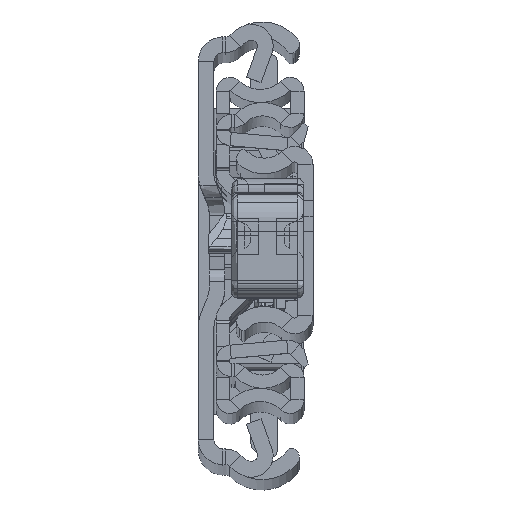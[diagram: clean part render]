
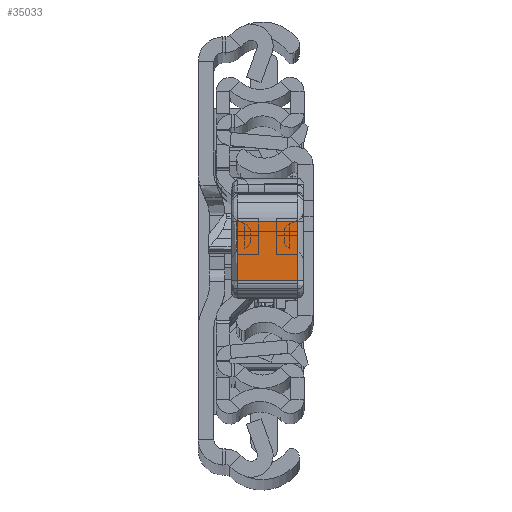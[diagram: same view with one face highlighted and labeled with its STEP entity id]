
A CAD part, top view. The second image highlights one B-rep face of the part: STEP entity #35033.
In plain terms, the highlighted face is planar.
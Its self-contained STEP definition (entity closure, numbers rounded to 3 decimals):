
#558 = CARTESIAN_POINT ( 'NONE',  ( 39.818, -2.465, 11. ) ) ;
#2955 = CARTESIAN_POINT ( 'NONE',  ( 39.55, -12.274, 0. ) ) ;
#3698 = ORIENTED_EDGE ( 'NONE', *, *, #14457, .T. ) ;
#3901 = DIRECTION ( 'NONE',  ( 0.027, 1., 0. ) ) ;
#6322 = AXIS2_PLACEMENT_3D ( 'NONE', #12345, #23267, #21097 ) ;
#6825 = VERTEX_POINT ( 'NONE', #15589 ) ;
#6968 = CARTESIAN_POINT ( 'NONE',  ( 39.818, -2.465, 0. ) ) ;
#11141 = EDGE_CURVE ( 'NONE', #35029, #20118, #30473, .T. ) ;
#12345 = CARTESIAN_POINT ( 'NONE',  ( 39.55, -12.274, 11. ) ) ;
#14320 = LINE ( 'NONE', #25446, #22368 ) ;
#14457 = EDGE_CURVE ( 'NONE', #27938, #35029, #17518, .T. ) ;
#14731 = CARTESIAN_POINT ( 'NONE',  ( 39.55, -12.274, 10. ) ) ;
#15589 = CARTESIAN_POINT ( 'NONE',  ( 39.55, -12.274, 10. ) ) ;
#17518 = LINE ( 'NONE', #28447, #34291 ) ;
#17611 = ORIENTED_EDGE ( 'NONE', *, *, #29347, .T. ) ;
#18240 = PLANE ( 'NONE',  #6322 ) ;
#19102 = ORIENTED_EDGE ( 'NONE', *, *, #34846, .T. ) ;
#20118 = VERTEX_POINT ( 'NONE', #23852 ) ;
#21097 = DIRECTION ( 'NONE',  ( -0.027, -1., 0. ) ) ;
#21228 = VECTOR ( 'NONE', #27956, 1000. ) ;
#22063 = EDGE_LOOP ( 'NONE', ( #19102, #3698, #34436, #17611 ) ) ;
#22368 = VECTOR ( 'NONE', #34009, 1000. ) ;
#23267 = DIRECTION ( 'NONE',  ( -1., 0.027, 0. ) ) ;
#23852 = CARTESIAN_POINT ( 'NONE',  ( 39.818, -2.465, 10. ) ) ;
#25446 = CARTESIAN_POINT ( 'NONE',  ( 39.55, -12.274, 11. ) ) ;
#25834 = DIRECTION ( 'NONE',  ( -0.027, -1., 0. ) ) ;
#27819 = VECTOR ( 'NONE', #25834, 1000. ) ;
#27938 = VERTEX_POINT ( 'NONE', #2955 ) ;
#27956 = DIRECTION ( 'NONE',  ( 0., 0., 1. ) ) ;
#28447 = CARTESIAN_POINT ( 'NONE',  ( 39.55, -12.274, 0. ) ) ;
#29347 = EDGE_CURVE ( 'NONE', #20118, #6825, #31208, .T. ) ;
#29511 = FACE_OUTER_BOUND ( 'NONE', #22063, .T. ) ;
#30473 = LINE ( 'NONE', #558, #21228 ) ;
#31208 = LINE ( 'NONE', #14731, #27819 ) ;
#34009 = DIRECTION ( 'NONE',  ( 0., 0., -1. ) ) ;
#34291 = VECTOR ( 'NONE', #3901, 1000. ) ;
#34436 = ORIENTED_EDGE ( 'NONE', *, *, #11141, .T. ) ;
#34846 = EDGE_CURVE ( 'NONE', #6825, #27938, #14320, .T. ) ;
#35029 = VERTEX_POINT ( 'NONE', #6968 ) ;
#35033 = ADVANCED_FACE ( 'NONE', ( #29511 ), #18240, .F. ) ;
